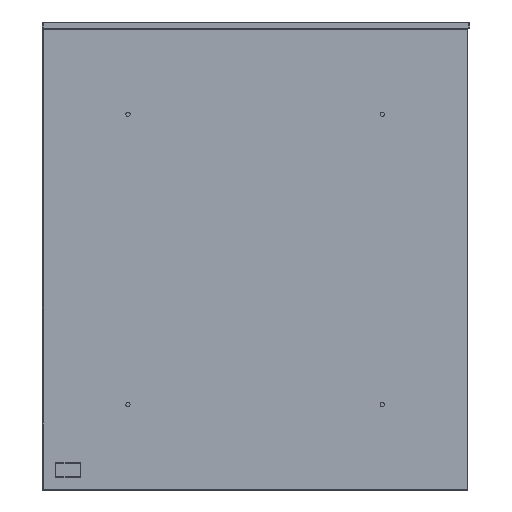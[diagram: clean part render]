
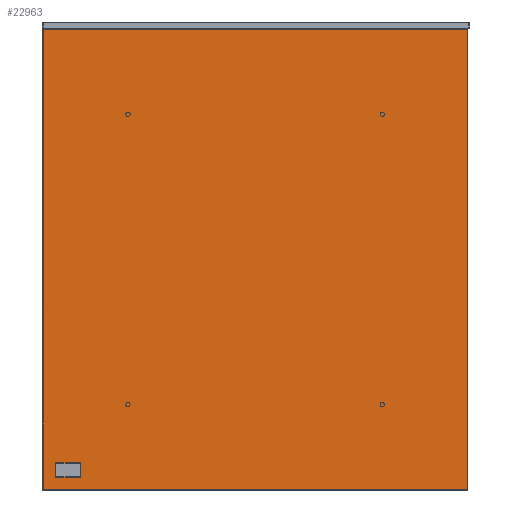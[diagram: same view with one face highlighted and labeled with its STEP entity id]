
A CAD part, left-side view. The second image highlights one B-rep face of the part: STEP entity #22963.
In plain terms, the highlighted planar face has unit normal (-1, 0, 0).
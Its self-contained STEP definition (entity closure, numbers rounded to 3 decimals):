
#22602=CARTESIAN_POINT('',(-3723.565,5493.44,-59.131));
#22603=VERTEX_POINT('',#22602);
#22604=CARTESIAN_POINT('',(-3723.565,5493.44,-596.869));
#22605=VERTEX_POINT('',#22604);
#22606=CARTESIAN_POINT('',(-3723.565,5493.44,-59.131));
#22607=DIRECTION('',(0.0,0.0,-1.0));
#22608=VECTOR('',#22607,537.737);
#22609=LINE('',#22606,#22608);
#22610=EDGE_CURVE('',#22603,#22605,#22609,.T.);
#22642=CARTESIAN_POINT('',(-3723.565,5493.771,-597.2));
#22643=VERTEX_POINT('',#22642);
#22644=CARTESIAN_POINT('',(-3723.565,5493.44,-596.869));
#22645=DIRECTION('',(0.0,0.707,-0.707));
#22646=VECTOR('',#22645,0.469);
#22647=LINE('',#22644,#22646);
#22648=EDGE_CURVE('',#22605,#22643,#22647,.T.);
#22673=CARTESIAN_POINT('',(-3723.565,5989.508,-597.2));
#22674=VERTEX_POINT('',#22673);
#22675=CARTESIAN_POINT('',(-3723.565,5493.771,-597.2));
#22676=DIRECTION('',(0.0,1.0,0.0));
#22677=VECTOR('',#22676,495.737);
#22678=LINE('',#22675,#22677);
#22679=EDGE_CURVE('',#22643,#22674,#22678,.T.);
#22713=CARTESIAN_POINT('',(-3723.565,5989.84,-596.869));
#22714=VERTEX_POINT('',#22713);
#22715=CARTESIAN_POINT('',(-3723.565,5989.508,-597.2));
#22716=DIRECTION('',(0.0,0.707,0.707));
#22717=VECTOR('',#22716,0.469);
#22718=LINE('',#22715,#22717);
#22719=EDGE_CURVE('',#22674,#22714,#22718,.T.);
#22744=CARTESIAN_POINT('',(-3723.565,5989.84,-59.131));
#22745=VERTEX_POINT('',#22744);
#22746=CARTESIAN_POINT('',(-3723.565,5989.84,-596.869));
#22747=DIRECTION('',(0.0,0.0,1.0));
#22748=VECTOR('',#22747,537.737);
#22749=LINE('',#22746,#22748);
#22750=EDGE_CURVE('',#22714,#22745,#22749,.T.);
#22775=CARTESIAN_POINT('',(-3723.565,5989.508,-58.8));
#22776=VERTEX_POINT('',#22775);
#22777=CARTESIAN_POINT('',(-3723.565,5989.84,-59.131));
#22778=DIRECTION('',(0.0,-0.707,0.707));
#22779=VECTOR('',#22778,0.469);
#22780=LINE('',#22777,#22779);
#22781=EDGE_CURVE('',#22745,#22776,#22780,.T.);
#22806=CARTESIAN_POINT('',(-3723.565,5493.771,-58.8));
#22807=VERTEX_POINT('',#22806);
#22808=CARTESIAN_POINT('',(-3723.565,5989.508,-58.8));
#22809=DIRECTION('',(0.0,-1.0,0.0));
#22810=VECTOR('',#22809,495.737);
#22811=LINE('',#22808,#22810);
#22812=EDGE_CURVE('',#22776,#22807,#22811,.T.);
#22835=CARTESIAN_POINT('',(-3723.565,5493.771,-58.8));
#22836=DIRECTION('',(0.0,-0.707,-0.707));
#22837=VECTOR('',#22836,0.469);
#22838=LINE('',#22835,#22837);
#22839=EDGE_CURVE('',#22807,#22603,#22838,.T.);
#22948=CARTESIAN_POINT('',(-3723.565,5741.64,-597.201));
#22949=DIRECTION('',(-1.0,0.0,0.0));
#22950=DIRECTION('',(0.0,0.0,1.0));
#22951=AXIS2_PLACEMENT_3D('',#22948,#22949,#22950);
#22952=PLANE('',#22951);
#22953=ORIENTED_EDGE('',*,*,#22610,.F.);
#22954=ORIENTED_EDGE('',*,*,#22839,.F.);
#22955=ORIENTED_EDGE('',*,*,#22812,.F.);
#22956=ORIENTED_EDGE('',*,*,#22781,.F.);
#22957=ORIENTED_EDGE('',*,*,#22750,.F.);
#22958=ORIENTED_EDGE('',*,*,#22719,.F.);
#22959=ORIENTED_EDGE('',*,*,#22679,.F.);
#22960=ORIENTED_EDGE('',*,*,#22648,.F.);
#22961=EDGE_LOOP('',(#22953,#22954,#22955,#22956,#22957,#22958,#22959,#22960));
#22962=FACE_OUTER_BOUND('',#22961,.T.);
#22963=ADVANCED_FACE('',(#22962),#22952,.T.);
